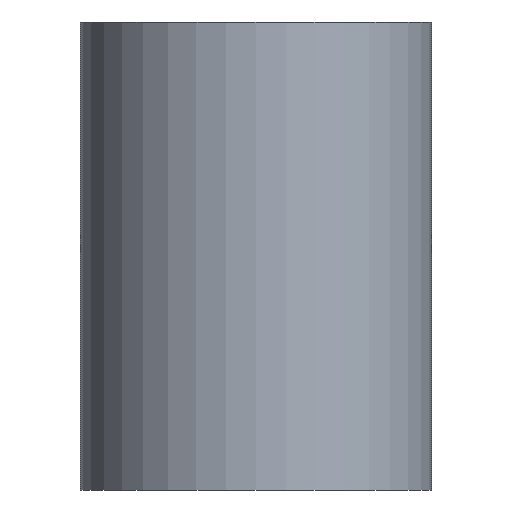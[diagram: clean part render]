
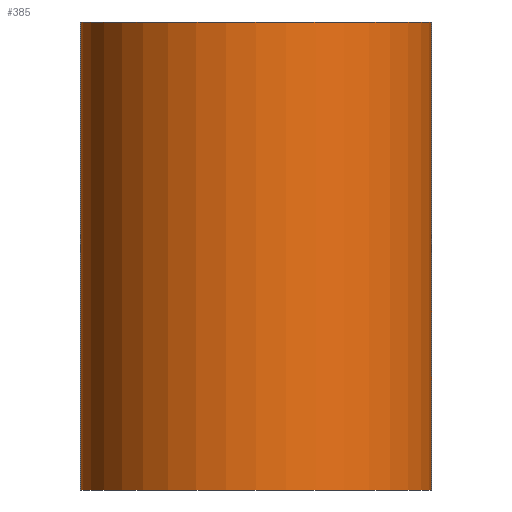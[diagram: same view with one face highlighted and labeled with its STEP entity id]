
A CAD part, left-side view. The second image highlights one B-rep face of the part: STEP entity #385.
In plain terms, the highlighted cylindrical face has radius 1.5 mm (diameter 3 mm), a partial arc.
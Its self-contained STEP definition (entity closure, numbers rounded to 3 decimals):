
#126=CARTESIAN_POINT('',(4.,0.,7.5));
#127=DIRECTION('',(0.,0.,1.));
#128=DIRECTION('',(0.,1.,0.));
#129=AXIS2_PLACEMENT_3D('',#126,#127,#128);
#176=CARTESIAN_POINT('',(4.,0.,3.5));
#177=DIRECTION('',(0.,0.,-1.));
#178=DIRECTION('',(0.,-1.,0.));
#179=AXIS2_PLACEMENT_3D('',#176,#177,#178);
#192=DIRECTION('',(0.,0.,1.));
#193=VECTOR('',#192,4.);
#194=CARTESIAN_POINT('',(4.,1.5,3.5));
#195=LINE('',#194,#193);
#199=DIRECTION('',(0.,0.,1.));
#200=VECTOR('',#199,4.);
#201=CARTESIAN_POINT('',(4.,-1.5,3.5));
#202=LINE('',#201,#200);
#314=CARTESIAN_POINT('',(4.,-1.5,3.5));
#315=CARTESIAN_POINT('',(4.,-1.5,7.5));
#316=VERTEX_POINT('',#314);
#317=VERTEX_POINT('',#315);
#318=CARTESIAN_POINT('',(4.,1.5,3.5));
#319=CARTESIAN_POINT('',(4.,1.5,7.5));
#320=VERTEX_POINT('',#318);
#321=VERTEX_POINT('',#319);
#374=CARTESIAN_POINT('',(4.,0.,3.5));
#375=DIRECTION('',(0.,0.,1.));
#376=DIRECTION('',(0.,-1.,0.));
#377=AXIS2_PLACEMENT_3D('',#374,#375,#376);
#378=CYLINDRICAL_SURFACE('',#377,1.5);
#379=ORIENTED_EDGE('',*,*,#368,.T.);
#380=ORIENTED_EDGE('',*,*,#358,.T.);
#381=ORIENTED_EDGE('',*,*,#329,.T.);
#382=ORIENTED_EDGE('',*,*,#355,.F.);
#383=EDGE_LOOP('',(#379,#380,#381,#382));
#384=FACE_OUTER_BOUND('',#383,.F.);
#130=CIRCLE('',#129,1.5);
#180=CIRCLE('',#179,1.5);
#329=EDGE_CURVE('',#321,#317,#130,.T.);
#355=EDGE_CURVE('',#316,#317,#202,.T.);
#358=EDGE_CURVE('',#320,#321,#195,.T.);
#368=EDGE_CURVE('',#316,#320,#180,.T.);
#385=ADVANCED_FACE('',(#384),#378,.T.);
